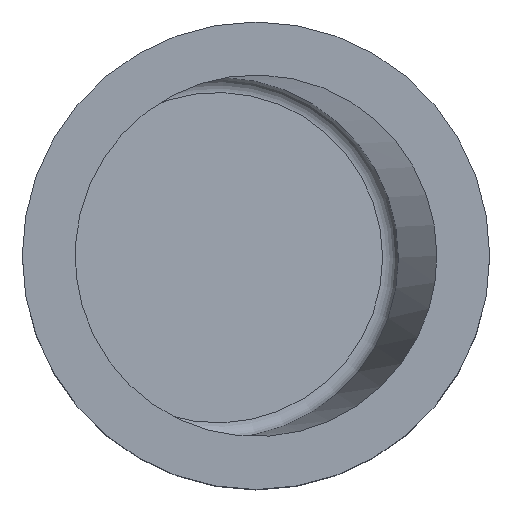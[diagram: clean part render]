
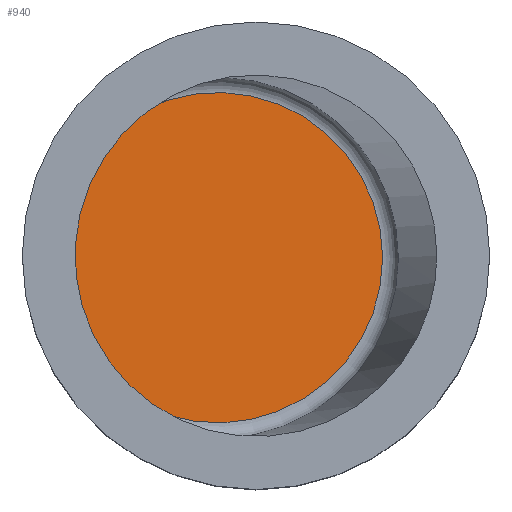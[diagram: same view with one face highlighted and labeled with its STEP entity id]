
A CAD part, top view. The second image highlights one B-rep face of the part: STEP entity #940.
In plain terms, the highlighted planar face has unit normal (0.035, 0, 0.999).
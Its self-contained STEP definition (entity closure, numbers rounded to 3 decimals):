
#43 = CYLINDRICAL_SURFACE('',#44,12.9);
#44 = AXIS2_PLACEMENT_3D('',#45,#46,#47);
#45 = CARTESIAN_POINT('',(0.,0.,0.));
#46 = DIRECTION('',(0.,0.,1.));
#47 = DIRECTION('',(1.,0.,-0.));
#115 = VERTEX_POINT('',#116);
#116 = CARTESIAN_POINT('',(-12.2,4.191,
    24.613));
#254 = TOROIDAL_SURFACE('',#255,10.6,1.);
#255 = AXIS2_PLACEMENT_3D('',#256,#257,#258);
#256 = CARTESIAN_POINT('',(-2.435,0.,25.273));
#257 = DIRECTION('',(-0.035,-0.,-0.999));
#258 = DIRECTION('',(0.999,0.,-0.035));
#570 = VERTEX_POINT('',#571);
#571 = CARTESIAN_POINT('',(-12.2,-4.191,
    24.613));
#778 = EDGE_CURVE('',#115,#570,#779,.T.);
#779 = SURFACE_CURVE('',#780,(#785,#798),.PCURVE_S1.);
#780 = ELLIPSE('',#781,12.908,12.9);
#781 = AXIS2_PLACEMENT_3D('',#782,#783,#784);
#782 = CARTESIAN_POINT('',(0.,0.,24.187));
#783 = DIRECTION('',(0.035,0.,0.999));
#784 = DIRECTION('',(-0.999,0.,0.035));
#785 = PCURVE('',#43,#786);
#786 = DEFINITIONAL_REPRESENTATION('',(#787),#797);
#787 = B_SPLINE_CURVE_WITH_KNOTS('',8,(#788,#789,#790,#791,#792,#793,
    #794,#795,#796),.UNSPECIFIED.,.F.,.F.,(9,9),(4.88,
    7.687),.PIECEWISE_BEZIER_KNOTS.);
#788 = CARTESIAN_POINT('',(1.738,24.262));
#789 = CARTESIAN_POINT('',(2.089,24.418));
#790 = CARTESIAN_POINT('',(2.44,24.563));
#791 = CARTESIAN_POINT('',(2.791,24.669));
#792 = CARTESIAN_POINT('',(3.142,24.708));
#793 = CARTESIAN_POINT('',(3.492,24.669));
#794 = CARTESIAN_POINT('',(3.843,24.563));
#795 = CARTESIAN_POINT('',(4.194,24.418));
#796 = CARTESIAN_POINT('',(4.545,24.262));
#797 = ( GEOMETRIC_REPRESENTATION_CONTEXT(2) 
PARAMETRIC_REPRESENTATION_CONTEXT() REPRESENTATION_CONTEXT('2D SPACE',''
  ) );
#798 = PCURVE('',#799,#804);
#799 = PLANE('',#800);
#800 = AXIS2_PLACEMENT_3D('',#801,#802,#803);
#801 = CARTESIAN_POINT('',(-2.47,0.,
    24.273));
#802 = DIRECTION('',(0.035,0.,0.999));
#803 = DIRECTION('',(0.999,0.,-0.035));
#804 = DEFINITIONAL_REPRESENTATION('',(#805),#809);
#805 = ELLIPSE('',#806,12.908,12.9);
#806 = AXIS2_PLACEMENT_2D('',#807,#808);
#807 = CARTESIAN_POINT('',(2.471,0.));
#808 = DIRECTION('',(-1.,0.));
#809 = ( GEOMETRIC_REPRESENTATION_CONTEXT(2) 
PARAMETRIC_REPRESENTATION_CONTEXT() REPRESENTATION_CONTEXT('2D SPACE',''
  ) );
#869 = EDGE_CURVE('',#115,#570,#870,.T.);
#870 = SURFACE_CURVE('',#871,(#876,#883),.PCURVE_S1.);
#871 = CIRCLE('',#872,10.6);
#872 = AXIS2_PLACEMENT_3D('',#873,#874,#875);
#873 = CARTESIAN_POINT('',(-2.47,0.,24.273));
#874 = DIRECTION('',(-0.035,0.,
    -0.999));
#875 = DIRECTION('',(-0.918,0.395,0.032)
  );
#876 = PCURVE('',#254,#877);
#877 = DEFINITIONAL_REPRESENTATION('',(#878),#882);
#878 = LINE('',#879,#880);
#879 = CARTESIAN_POINT('',(-9.018,1.571));
#880 = VECTOR('',#881,1.);
#881 = DIRECTION('',(1.,-0.));
#882 = ( GEOMETRIC_REPRESENTATION_CONTEXT(2) 
PARAMETRIC_REPRESENTATION_CONTEXT() REPRESENTATION_CONTEXT('2D SPACE',''
  ) );
#883 = PCURVE('',#799,#884);
#884 = DEFINITIONAL_REPRESENTATION('',(#885),#893);
#885 = ( BOUNDED_CURVE() B_SPLINE_CURVE(2,(#886,#887,#888,#889,#890,#891
,#892),.UNSPECIFIED.,.T.,.F.) B_SPLINE_CURVE_WITH_KNOTS((1,2,2,2,2,1),(
    -2.094,0.,2.094,4.189,6.283,
8.378),.UNSPECIFIED.) CURVE() GEOMETRIC_REPRESENTATION_ITEM() 
RATIONAL_B_SPLINE_CURVE((1.,0.5,1.,0.5,1.,0.5,1.)) REPRESENTATION_ITEM(
  '') );
#886 = CARTESIAN_POINT('',(-9.736,4.191));
#887 = CARTESIAN_POINT('',(-2.478,21.055));
#888 = CARTESIAN_POINT('',(8.498,6.337));
#889 = CARTESIAN_POINT('',(19.473,-8.382));
#890 = CARTESIAN_POINT('',(1.239,-10.527));
#891 = CARTESIAN_POINT('',(-16.995,-12.673));
#892 = CARTESIAN_POINT('',(-9.736,4.191));
#893 = ( GEOMETRIC_REPRESENTATION_CONTEXT(2) 
PARAMETRIC_REPRESENTATION_CONTEXT() REPRESENTATION_CONTEXT('2D SPACE',''
  ) );
#940 = ADVANCED_FACE('',(#941),#799,.T.);
#941 = FACE_BOUND('',#942,.T.);
#942 = EDGE_LOOP('',(#943,#944));
#943 = ORIENTED_EDGE('',*,*,#778,.T.);
#944 = ORIENTED_EDGE('',*,*,#869,.F.);
